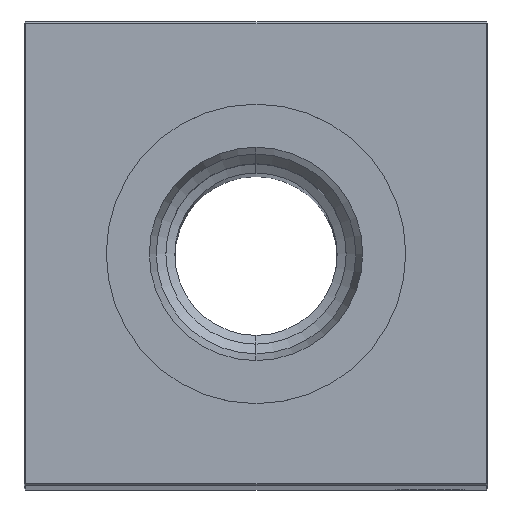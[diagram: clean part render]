
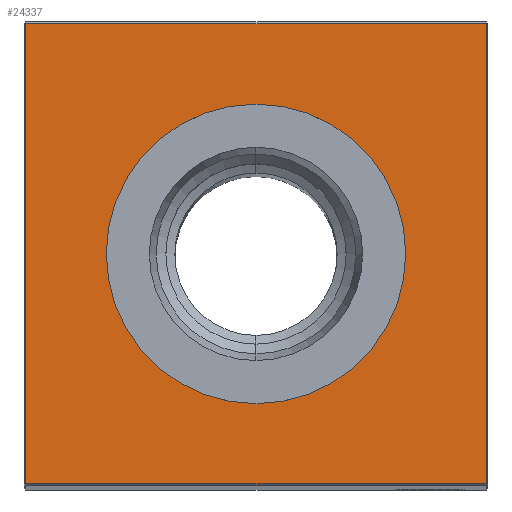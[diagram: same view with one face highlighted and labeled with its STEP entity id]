
A CAD part, top view. The second image highlights one B-rep face of the part: STEP entity #24337.
In plain terms, the highlighted planar face has unit normal (0, 0, 1).
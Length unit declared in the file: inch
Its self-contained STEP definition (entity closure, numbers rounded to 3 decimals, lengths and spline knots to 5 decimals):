
#553 = LINE ( 'NONE', #12345, #11816 ) ;
#1483 = DIRECTION ( 'NONE',  ( -1., 0., 0. ) ) ;
#1629 = CARTESIAN_POINT ( 'NONE',  ( 1.24, -1.24, 13. ) ) ;
#1894 = DIRECTION ( 'NONE',  ( 1., 0., 0. ) ) ;
#2560 = EDGE_CURVE ( 'NONE', #9187, #10555, #11354, .T. ) ;
#3029 = VERTEX_POINT ( 'NONE', #10128 ) ;
#3211 = EDGE_LOOP ( 'NONE', ( #11776, #23394 ) ) ;
#3278 = FACE_OUTER_BOUND ( 'NONE', #25695, .T. ) ;
#3310 = VERTEX_POINT ( 'NONE', #25388 ) ;
#4849 = PLANE ( 'NONE',  #18091 ) ;
#5108 = CARTESIAN_POINT ( 'NONE',  ( 0., -0.80709, 13. ) ) ;
#5235 = DIRECTION ( 'NONE',  ( 0., 0., -1. ) ) ;
#5574 = AXIS2_PLACEMENT_3D ( 'NONE', #21821, #17476, #19317 ) ;
#5983 = ORIENTED_EDGE ( 'NONE', *, *, #10852, .T. ) ;
#6516 = VERTEX_POINT ( 'NONE', #24308 ) ;
#7625 = VECTOR ( 'NONE', #1894, 39.37008 ) ;
#8325 = ORIENTED_EDGE ( 'NONE', *, *, #10494, .T. ) ;
#9036 = DIRECTION ( 'NONE',  ( -1., 0., 0. ) ) ;
#9187 = VERTEX_POINT ( 'NONE', #1629 ) ;
#9385 = EDGE_CURVE ( 'NONE', #3029, #21741, #16887, .T. ) ;
#10128 = CARTESIAN_POINT ( 'NONE',  ( 0., 0.80709, 13. ) ) ;
#10494 = EDGE_CURVE ( 'NONE', #3310, #9187, #25813, .T. ) ;
#10555 = VERTEX_POINT ( 'NONE', #18431 ) ;
#10709 = CIRCLE ( 'NONE', #14043, 0.80709 ) ;
#10852 = EDGE_CURVE ( 'NONE', #10555, #6516, #553, .T. ) ;
#11354 = LINE ( 'NONE', #15412, #22917 ) ;
#11772 = EDGE_CURVE ( 'NONE', #21741, #3029, #10709, .T. ) ;
#11776 = ORIENTED_EDGE ( 'NONE', *, *, #9385, .T. ) ;
#11816 = VECTOR ( 'NONE', #24732, 39.37008 ) ;
#12064 = DIRECTION ( 'NONE',  ( 0., -1., 0. ) ) ;
#12345 = CARTESIAN_POINT ( 'NONE',  ( 0., 1.24, 13. ) ) ;
#14043 = AXIS2_PLACEMENT_3D ( 'NONE', #21456, #19465, #1483 ) ;
#14677 = CARTESIAN_POINT ( 'NONE',  ( 0., 0., 13. ) ) ;
#14879 = VECTOR ( 'NONE', #12064, 39.37008 ) ;
#15412 = CARTESIAN_POINT ( 'NONE',  ( 1.24, 0., 13. ) ) ;
#15893 = ORIENTED_EDGE ( 'NONE', *, *, #2560, .T. ) ;
#16024 = EDGE_CURVE ( 'NONE', #6516, #3310, #19964, .T. ) ;
#16476 = ORIENTED_EDGE ( 'NONE', *, *, #16024, .T. ) ;
#16887 = CIRCLE ( 'NONE', #5574, 0.80709 ) ;
#17476 = DIRECTION ( 'NONE',  ( 0., 0., -1. ) ) ;
#18091 = AXIS2_PLACEMENT_3D ( 'NONE', #14677, #5235, #9036 ) ;
#18243 = CARTESIAN_POINT ( 'NONE',  ( -1.24, 0., 13. ) ) ;
#18431 = CARTESIAN_POINT ( 'NONE',  ( 1.24, 1.24, 13. ) ) ;
#19317 = DIRECTION ( 'NONE',  ( -1., 0., 0. ) ) ;
#19465 = DIRECTION ( 'NONE',  ( 0., 0., -1. ) ) ;
#19755 = CARTESIAN_POINT ( 'NONE',  ( 0., -1.24, 13. ) ) ;
#19964 = LINE ( 'NONE', #18243, #14879 ) ;
#21019 = FACE_BOUND ( 'NONE', #3211, .T. ) ;
#21456 = CARTESIAN_POINT ( 'NONE',  ( 0., 0., 13. ) ) ;
#21741 = VERTEX_POINT ( 'NONE', #5108 ) ;
#21821 = CARTESIAN_POINT ( 'NONE',  ( 0., 0., 13. ) ) ;
#22917 = VECTOR ( 'NONE', #23470, 39.37008 ) ;
#23394 = ORIENTED_EDGE ( 'NONE', *, *, #11772, .T. ) ;
#23470 = DIRECTION ( 'NONE',  ( 0., 1., 0. ) ) ;
#24308 = CARTESIAN_POINT ( 'NONE',  ( -1.24, 1.24, 13. ) ) ;
#24337 = ADVANCED_FACE ( 'NONE', ( #3278, #21019 ), #4849, .F. ) ;
#24732 = DIRECTION ( 'NONE',  ( -1., 0., 0. ) ) ;
#25388 = CARTESIAN_POINT ( 'NONE',  ( -1.24, -1.24, 13. ) ) ;
#25695 = EDGE_LOOP ( 'NONE', ( #16476, #8325, #15893, #5983 ) ) ;
#25813 = LINE ( 'NONE', #19755, #7625 ) ;
